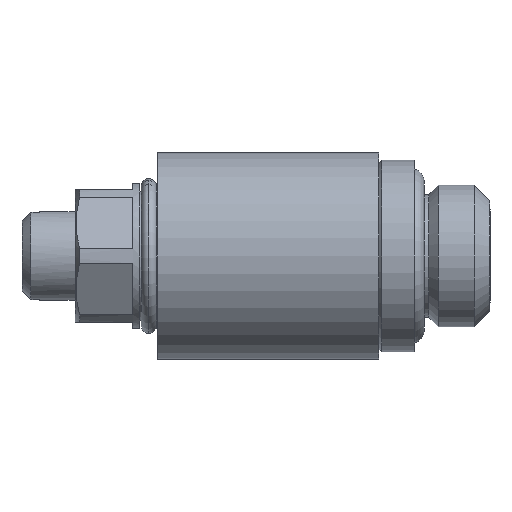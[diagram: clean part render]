
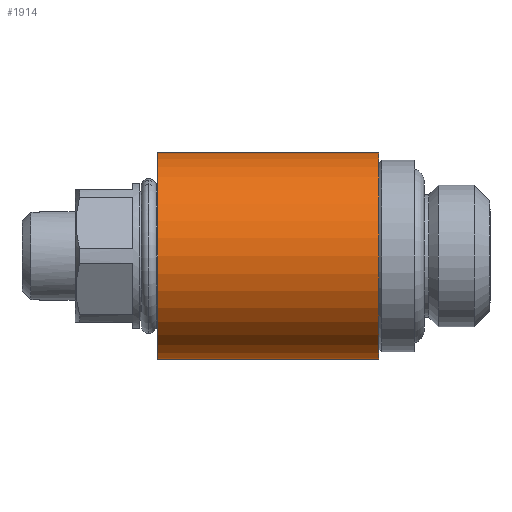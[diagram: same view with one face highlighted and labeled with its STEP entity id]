
A CAD part, left-side view. The second image highlights one B-rep face of the part: STEP entity #1914.
In plain terms, the highlighted cylindrical face has radius 7 mm (diameter 14 mm), a partial arc.
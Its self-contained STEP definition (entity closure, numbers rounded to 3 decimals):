
#646 = DIRECTION ( 'NONE',  ( 0., 0., 1. ) ) ;
#647 = CARTESIAN_POINT ( 'NONE',  ( 0., 22.9, 0. ) ) ;
#648 = AXIS2_PLACEMENT_3D ( 'NONE', #647, #752, #646 ) ;
#649 = CIRCLE ( 'NONE', #648, 7. ) ;
#714 = DIRECTION ( 'NONE',  ( 0., 0., -1. ) ) ;
#715 = DIRECTION ( 'NONE',  ( 0., -1., 0. ) ) ;
#716 = CARTESIAN_POINT ( 'NONE',  ( 0., 7.9, 0. ) ) ;
#717 = AXIS2_PLACEMENT_3D ( 'NONE', #716, #715, #714 ) ;
#752 = DIRECTION ( 'NONE',  ( 0., 1., 0. ) ) ;
#755 = CIRCLE ( 'NONE', #717, 7. ) ;
#800 = DIRECTION ( 'NONE',  ( 0., 1., 0. ) ) ;
#801 = CARTESIAN_POINT ( 'NONE',  ( 0., 30.486, 0. ) ) ;
#802 = AXIS2_PLACEMENT_3D ( 'NONE', #801, #800, #861 ) ;
#841 = FACE_OUTER_BOUND ( 'NONE', #1791, .T. ) ;
#847 = CYLINDRICAL_SURFACE ( 'NONE', #802, 7. ) ;
#861 = DIRECTION ( 'NONE',  ( 0., 0., 1. ) ) ;
#1242 = EDGE_CURVE ( 'NONE', #1257, #1275, #2602, .T. ) ;
#1252 = VERTEX_POINT ( 'NONE', #2533 ) ;
#1256 = EDGE_CURVE ( 'NONE', #1379, #1252, #2532, .T. ) ;
#1257 = VERTEX_POINT ( 'NONE', #2788 ) ;
#1275 = VERTEX_POINT ( 'NONE', #2635 ) ;
#1379 = VERTEX_POINT ( 'NONE', #3309 ) ;
#1714 = ORIENTED_EDGE ( 'NONE', *, *, #1242, .F. ) ;
#1729 = ORIENTED_EDGE ( 'NONE', *, *, #1801, .F. ) ;
#1730 = ORIENTED_EDGE ( 'NONE', *, *, #1256, .T. ) ;
#1791 = EDGE_LOOP ( 'NONE', ( #1714, #1729, #1730, #1907 ) ) ;
#1792 = EDGE_CURVE ( 'NONE', #1275, #1252, #649, .T. ) ;
#1801 = EDGE_CURVE ( 'NONE', #1379, #1257, #755, .T. ) ;
#1907 = ORIENTED_EDGE ( 'NONE', *, *, #1792, .F. ) ;
#1914 = ADVANCED_FACE ( 'NONE', ( #841 ), #847, .T. ) ;
#2309 = DIRECTION ( 'NONE',  ( 0., 1., 0. ) ) ;
#2310 = VECTOR ( 'NONE', #2309, 1000. ) ;
#2531 = CARTESIAN_POINT ( 'NONE',  ( 0., 30.486, 7. ) ) ;
#2532 = LINE ( 'NONE', #2531, #2310 ) ;
#2533 = CARTESIAN_POINT ( 'NONE',  ( 0., 22.9, 7. ) ) ;
#2599 = DIRECTION ( 'NONE',  ( 0., 1., 0. ) ) ;
#2600 = VECTOR ( 'NONE', #2599, 1000. ) ;
#2601 = CARTESIAN_POINT ( 'NONE',  ( 0., 30.486, -7. ) ) ;
#2602 = LINE ( 'NONE', #2601, #2600 ) ;
#2635 = CARTESIAN_POINT ( 'NONE',  ( 0., 22.9, -7. ) ) ;
#2788 = CARTESIAN_POINT ( 'NONE',  ( 0., 7.9, -7. ) ) ;
#3309 = CARTESIAN_POINT ( 'NONE',  ( 0., 7.9, 7. ) ) ;
